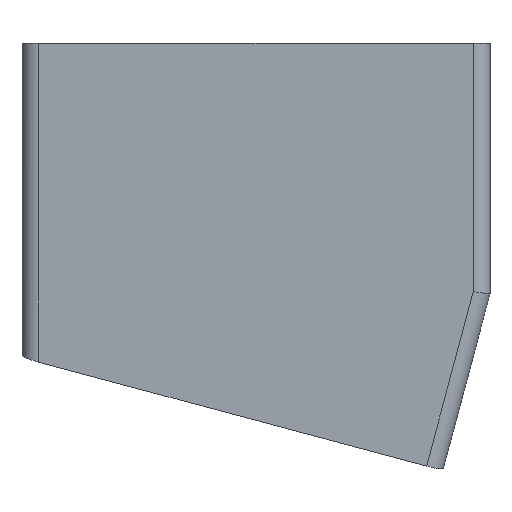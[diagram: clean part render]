
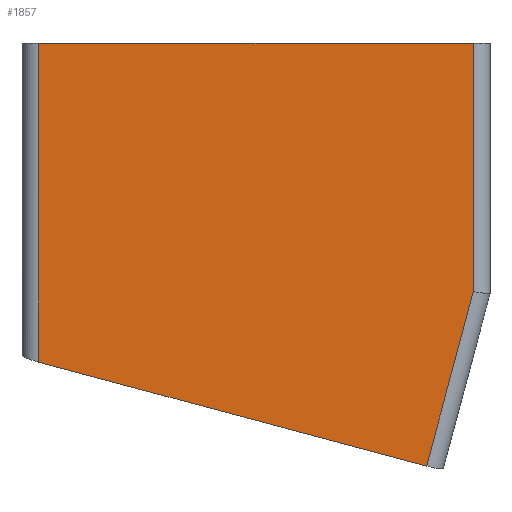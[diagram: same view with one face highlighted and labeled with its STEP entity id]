
A CAD part, front view. The second image highlights one B-rep face of the part: STEP entity #1857.
In plain terms, the highlighted planar face has unit normal (0, -1, 0).
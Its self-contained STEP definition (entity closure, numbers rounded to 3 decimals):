
#107=PLANE('',#2051);
#316=FACE_OUTER_BOUND('',#437,.T.);
#437=EDGE_LOOP('',(#1622,#1623,#1624,#1625,#1626));
#586=LINE('',#3440,#732);
#592=LINE('',#3458,#738);
#593=LINE('',#3461,#739);
#594=LINE('',#3463,#740);
#595=LINE('',#3464,#741);
#732=VECTOR('',#2497,10.);
#738=VECTOR('',#2517,10.);
#739=VECTOR('',#2520,10.);
#740=VECTOR('',#2521,10.);
#741=VECTOR('',#2522,10.);
#936=VERTEX_POINT('',#3437);
#937=VERTEX_POINT('',#3439);
#942=VERTEX_POINT('',#3456);
#943=VERTEX_POINT('',#3460);
#944=VERTEX_POINT('',#3462);
#1176=EDGE_CURVE('',#937,#936,#586,.F.);
#1186=EDGE_CURVE('',#937,#942,#592,.T.);
#1187=EDGE_CURVE('',#943,#936,#593,.T.);
#1188=EDGE_CURVE('',#944,#943,#594,.T.);
#1189=EDGE_CURVE('',#942,#944,#595,.T.);
#1622=ORIENTED_EDGE('',*,*,#1186,.F.);
#1623=ORIENTED_EDGE('',*,*,#1176,.T.);
#1624=ORIENTED_EDGE('',*,*,#1187,.F.);
#1625=ORIENTED_EDGE('',*,*,#1188,.F.);
#1626=ORIENTED_EDGE('',*,*,#1189,.F.);
#1857=ADVANCED_FACE('',(#316),#107,.T.);
#2051=AXIS2_PLACEMENT_3D('',#3459,#2518,#2519);
#2497=DIRECTION('',(-0.966,0.,0.259));
#2517=DIRECTION('',(0.,0.,1.));
#2518=DIRECTION('center_axis',(0.,-1.,0.));
#2519=DIRECTION('ref_axis',(1.,0.,0.));
#2520=DIRECTION('',(-0.259,0.,-0.966));
#2521=DIRECTION('',(0.,0.,-1.));
#2522=DIRECTION('',(1.,0.,0.));
#3437=CARTESIAN_POINT('',(20.409,-28.,-20.604));
#3439=CARTESIAN_POINT('',(-26.,-28.,-8.169));
#3440=CARTESIAN_POINT('',(-3.784,-28.,-14.121));
#3456=CARTESIAN_POINT('',(-26.,-28.,30.));
#3458=CARTESIAN_POINT('',(-26.,-28.,0.));
#3459=CARTESIAN_POINT('Origin',(-28.,-28.,0.));
#3460=CARTESIAN_POINT('',(26.,-28.,0.263));
#3461=CARTESIAN_POINT('',(24.193,-28.,-6.482));
#3462=CARTESIAN_POINT('',(26.,-28.,30.));
#3463=CARTESIAN_POINT('',(26.,-28.,0.));
#3464=CARTESIAN_POINT('',(-28.,-28.,30.));
